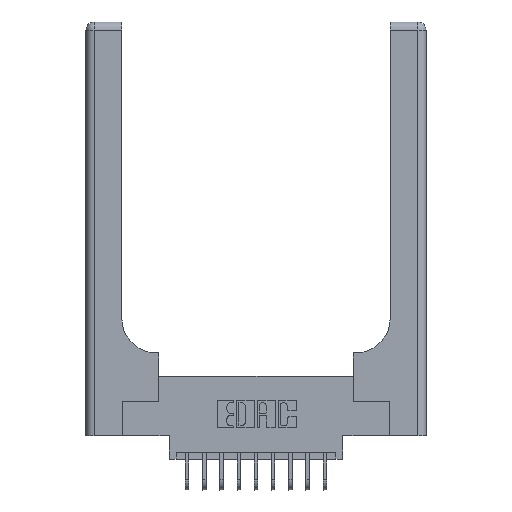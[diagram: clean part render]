
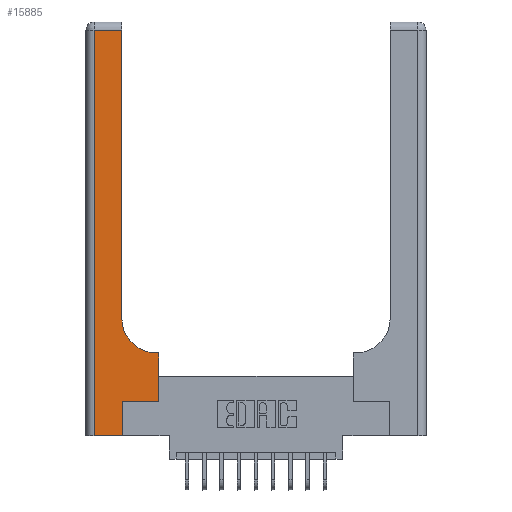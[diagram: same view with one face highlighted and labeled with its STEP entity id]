
A CAD part, top view. The second image highlights one B-rep face of the part: STEP entity #15885.
In plain terms, the highlighted planar face has unit normal (0, 0, 1).
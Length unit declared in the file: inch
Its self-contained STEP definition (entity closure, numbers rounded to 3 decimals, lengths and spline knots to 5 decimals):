
#46 = CARTESIAN_POINT ( 'NONE',  ( 0.265, 0.25, 0.37 ) ) ;
#409 = AXIS2_PLACEMENT_3D ( 'NONE', #14444, #12746, #712 ) ;
#439 = ORIENTED_EDGE ( 'NONE', *, *, #11826, .T. ) ;
#501 = VERTEX_POINT ( 'NONE', #11999 ) ;
#712 = DIRECTION ( 'NONE',  ( 1., 0., 0. ) ) ;
#715 = DIRECTION ( 'NONE',  ( 0., 1., 0. ) ) ;
#744 = EDGE_CURVE ( 'NONE', #10623, #15582, #16495, .T. ) ;
#881 = LINE ( 'NONE', #5173, #15896 ) ;
#1077 = DIRECTION ( 'NONE',  ( 0., 0., -1. ) ) ;
#1262 = PLANE ( 'NONE',  #15981 ) ;
#1303 = LINE ( 'NONE', #12433, #12804 ) ;
#2692 = ORIENTED_EDGE ( 'NONE', *, *, #6097, .T. ) ;
#3052 = VERTEX_POINT ( 'NONE', #12341 ) ;
#3252 = DIRECTION ( 'NONE',  ( 0., 1., 0. ) ) ;
#4407 = VECTOR ( 'NONE', #10367, 39.37008 ) ;
#4495 = VECTOR ( 'NONE', #715, 39.37008 ) ;
#4741 = ORIENTED_EDGE ( 'NONE', *, *, #17571, .T. ) ;
#5173 = CARTESIAN_POINT ( 'NONE',  ( 0., 0., 0.37 ) ) ;
#5268 = CARTESIAN_POINT ( 'NONE',  ( 0.265, 0.25, 0.37 ) ) ;
#5294 = CARTESIAN_POINT ( 'NONE',  ( 0.26, 2.94, 0.37 ) ) ;
#5356 = CIRCLE ( 'NONE', #409, 0.25 ) ;
#5394 = LINE ( 'NONE', #15022, #4407 ) ;
#5436 = ORIENTED_EDGE ( 'NONE', *, *, #5794, .T. ) ;
#5471 = FACE_OUTER_BOUND ( 'NONE', #10392, .T. ) ;
#5767 = DIRECTION ( 'NONE',  ( 0., -1., 0. ) ) ;
#5776 = ORIENTED_EDGE ( 'NONE', *, *, #9761, .T. ) ;
#5794 = EDGE_CURVE ( 'NONE', #15983, #17465, #12440, .T. ) ;
#6097 = EDGE_CURVE ( 'NONE', #9514, #501, #881, .T. ) ;
#6203 = ORIENTED_EDGE ( 'NONE', *, *, #10685, .T. ) ;
#6470 = LINE ( 'NONE', #10916, #13371 ) ;
#6710 = VECTOR ( 'NONE', #12708, 39.37008 ) ;
#6771 = CARTESIAN_POINT ( 'NONE',  ( 0.528, 0.25, 0.37 ) ) ;
#6886 = EDGE_CURVE ( 'NONE', #3052, #9947, #5394, .T. ) ;
#7319 = ORIENTED_EDGE ( 'NONE', *, *, #744, .T. ) ;
#7914 = CARTESIAN_POINT ( 'NONE',  ( 0.06, 0., 0.37 ) ) ;
#8103 = DIRECTION ( 'NONE',  ( -1., 0., 0. ) ) ;
#9253 = CARTESIAN_POINT ( 'NONE',  ( 0., 3., 0.37 ) ) ;
#9514 = VERTEX_POINT ( 'NONE', #7914 ) ;
#9761 = EDGE_CURVE ( 'NONE', #501, #15983, #10058, .T. ) ;
#9891 = ORIENTED_EDGE ( 'NONE', *, *, #6886, .T. ) ;
#9947 = VERTEX_POINT ( 'NONE', #5294 ) ;
#9968 = LINE ( 'NONE', #11573, #16910 ) ;
#10058 = LINE ( 'NONE', #13101, #4495 ) ;
#10317 = CARTESIAN_POINT ( 'NONE',  ( 0.528, 0.6, 0.37 ) ) ;
#10367 = DIRECTION ( 'NONE',  ( 0., 1., 0. ) ) ;
#10392 = EDGE_LOOP ( 'NONE', ( #9891, #12909, #4741, #2692, #5776, #5436, #6203, #7319, #439 ) ) ;
#10623 = VERTEX_POINT ( 'NONE', #10317 ) ;
#10685 = EDGE_CURVE ( 'NONE', #17465, #10623, #9968, .T. ) ;
#10916 = CARTESIAN_POINT ( 'NONE',  ( 0., 2.94, 0.37 ) ) ;
#11076 = CARTESIAN_POINT ( 'NONE',  ( 0.51, 0.6, 0.37 ) ) ;
#11107 = CARTESIAN_POINT ( 'NONE',  ( 0.26, 0.6, 0.37 ) ) ;
#11573 = CARTESIAN_POINT ( 'NONE',  ( 0.528, 0.25, 0.37 ) ) ;
#11826 = EDGE_CURVE ( 'NONE', #15582, #3052, #5356, .T. ) ;
#11999 = CARTESIAN_POINT ( 'NONE',  ( 0.265, 0., 0.37 ) ) ;
#12321 = DIRECTION ( 'NONE',  ( -1., 0., 0. ) ) ;
#12341 = CARTESIAN_POINT ( 'NONE',  ( 0.26, 0.85, 0.37 ) ) ;
#12433 = CARTESIAN_POINT ( 'NONE',  ( 0.06, 3., 0.37 ) ) ;
#12440 = LINE ( 'NONE', #46, #6710 ) ;
#12708 = DIRECTION ( 'NONE',  ( 1., 0., 0. ) ) ;
#12746 = DIRECTION ( 'NONE',  ( 0., 0., -1. ) ) ;
#12804 = VECTOR ( 'NONE', #5767, 39.37008 ) ;
#12909 = ORIENTED_EDGE ( 'NONE', *, *, #15485, .T. ) ;
#13101 = CARTESIAN_POINT ( 'NONE',  ( 0.265, 0., 0.37 ) ) ;
#13371 = VECTOR ( 'NONE', #8103, 39.37008 ) ;
#13786 = VERTEX_POINT ( 'NONE', #16409 ) ;
#14444 = CARTESIAN_POINT ( 'NONE',  ( 0.51, 0.85, 0.37 ) ) ;
#14782 = VECTOR ( 'NONE', #17572, 39.37008 ) ;
#15022 = CARTESIAN_POINT ( 'NONE',  ( 0.26, 3., 0.37 ) ) ;
#15485 = EDGE_CURVE ( 'NONE', #9947, #13786, #6470, .T. ) ;
#15582 = VERTEX_POINT ( 'NONE', #11076 ) ;
#15885 = ADVANCED_FACE ( 'NONE', ( #5471 ), #1262, .F. ) ;
#15896 = VECTOR ( 'NONE', #16254, 39.37008 ) ;
#15981 = AXIS2_PLACEMENT_3D ( 'NONE', #9253, #1077, #12321 ) ;
#15983 = VERTEX_POINT ( 'NONE', #5268 ) ;
#16254 = DIRECTION ( 'NONE',  ( 1., 0., 0. ) ) ;
#16409 = CARTESIAN_POINT ( 'NONE',  ( 0.06, 2.94, 0.37 ) ) ;
#16495 = LINE ( 'NONE', #11107, #14782 ) ;
#16910 = VECTOR ( 'NONE', #3252, 39.37008 ) ;
#17465 = VERTEX_POINT ( 'NONE', #6771 ) ;
#17571 = EDGE_CURVE ( 'NONE', #13786, #9514, #1303, .T. ) ;
#17572 = DIRECTION ( 'NONE',  ( -1., 0., 0. ) ) ;
